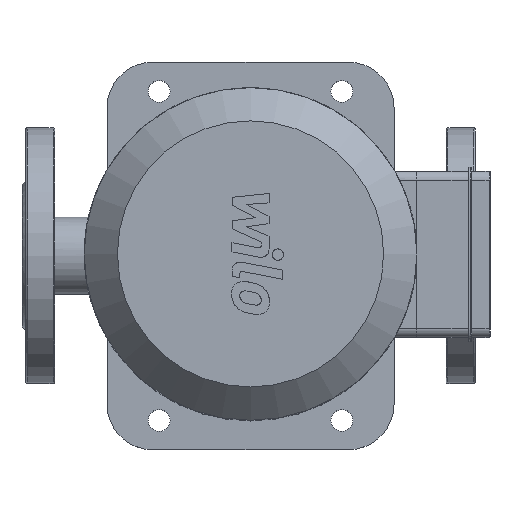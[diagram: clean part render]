
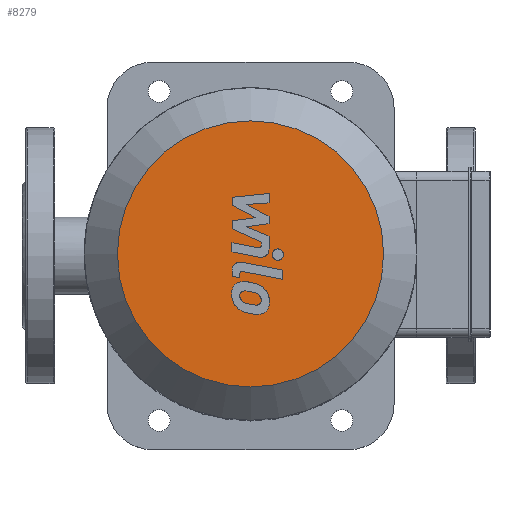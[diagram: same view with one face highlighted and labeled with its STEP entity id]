
A CAD part, top view. The second image highlights one B-rep face of the part: STEP entity #8279.
In plain terms, the highlighted planar face has unit normal (0, 0, 1).
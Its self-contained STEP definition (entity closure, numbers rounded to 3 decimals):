
#1778=PLANE('',#9113);
#2313=FACE_OUTER_BOUND('',#2838,.T.);
#2838=EDGE_LOOP('',(#7233));
#3383=CIRCLE('',#9114,72.8);
#4058=VERTEX_POINT('',#14071);
#5169=EDGE_CURVE('',#4058,#4058,#3383,.T.);
#7233=ORIENTED_EDGE('',*,*,#5169,.F.);
#8279=ADVANCED_FACE('',(#2313),#1778,.T.);
#9113=AXIS2_PLACEMENT_3D('',#14070,#11206,#11207);
#9114=AXIS2_PLACEMENT_3D('',#14072,#11208,#11209);
#11206=DIRECTION('center_axis',(0.,0.,
1.));
#11207=DIRECTION('ref_axis',(0.,-1.,0.));
#11208=DIRECTION('center_axis',(0.,0.,
-1.));
#11209=DIRECTION('ref_axis',(0.,1.,0.));
#14070=CARTESIAN_POINT('Origin',(0.,36.4,658.5));
#14071=CARTESIAN_POINT('',(0.,72.8,658.5));
#14072=CARTESIAN_POINT('Origin',(0.,0.,658.5));
